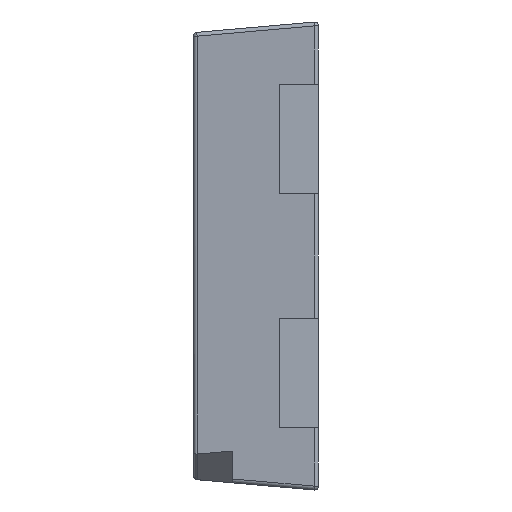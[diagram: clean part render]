
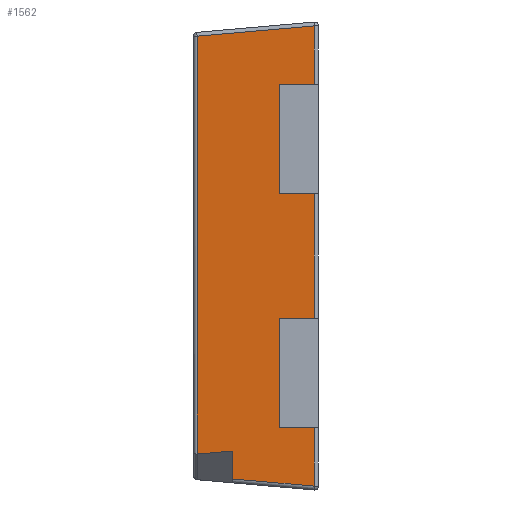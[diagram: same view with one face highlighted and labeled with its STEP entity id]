
A CAD part, left-side view. The second image highlights one B-rep face of the part: STEP entity #1562.
In plain terms, the highlighted planar face has unit normal (-0.996, 0.087, 0).
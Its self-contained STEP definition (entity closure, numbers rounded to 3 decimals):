
#1 = EDGE_CURVE ( 'NONE', #1234, #1667, #1250, .T. ) ;
#38 = DIRECTION ( 'NONE',  ( 0., 0., 1. ) ) ;
#39 = ORIENTED_EDGE ( 'NONE', *, *, #839, .T. ) ;
#79 = VERTEX_POINT ( 'NONE', #2018 ) ;
#143 = VERTEX_POINT ( 'NONE', #1710 ) ;
#170 = VECTOR ( 'NONE', #569, 1000. ) ;
#211 = CARTESIAN_POINT ( 'NONE',  ( -2.582, 0.776, -1.268 ) ) ;
#245 = ORIENTED_EDGE ( 'NONE', *, *, #586, .F. ) ;
#260 = CARTESIAN_POINT ( 'NONE',  ( -2.582, 0.777, 1.5 ) ) ;
#302 = VERTEX_POINT ( 'NONE', #1024 ) ;
#303 = DIRECTION ( 'NONE',  ( 0., 0., 1. ) ) ;
#323 = EDGE_CURVE ( 'NONE', #1416, #143, #697, .T. ) ;
#356 = CARTESIAN_POINT ( 'NONE',  ( -2.67, -0.233, -1.18 ) ) ;
#394 = ORIENTED_EDGE ( 'NONE', *, *, #2181, .T. ) ;
#403 = VECTOR ( 'NONE', #581, 1000. ) ;
#455 = LINE ( 'NONE', #1949, #403 ) ;
#463 = VECTOR ( 'NONE', #303, 1000. ) ;
#472 = ORIENTED_EDGE ( 'NONE', *, *, #1412, .T. ) ;
#514 = EDGE_CURVE ( 'NONE', #79, #143, #455, .T. ) ;
#517 = LINE ( 'NONE', #260, #170 ) ;
#550 = CARTESIAN_POINT ( 'NONE',  ( -2.582, 0.776, -1.268 ) ) ;
#569 = DIRECTION ( 'NONE',  ( 0., 0., -1. ) ) ;
#581 = DIRECTION ( 'NONE',  ( -0.087, -0.996, 0. ) ) ;
#586 = EDGE_CURVE ( 'NONE', #2172, #685, #1293, .T. ) ;
#661 = EDGE_CURVE ( 'NONE', #1697, #1234, #1766, .T. ) ;
#664 = EDGE_CURVE ( 'NONE', #685, #302, #2064, .T. ) ;
#667 = VECTOR ( 'NONE', #871, 1000. ) ;
#677 = VECTOR ( 'NONE', #1150, 1000. ) ;
#685 = VERTEX_POINT ( 'NONE', #843 ) ;
#697 = LINE ( 'NONE', #874, #1332 ) ;
#708 = EDGE_CURVE ( 'NONE', #1416, #2172, #1563, .T. ) ;
#722 = DIRECTION ( 'NONE',  ( -0.087, -0.992, 0.087 ) ) ;
#753 = ORIENTED_EDGE ( 'NONE', *, *, #664, .F. ) ;
#781 = CARTESIAN_POINT ( 'NONE',  ( -2.628, 0.25, 1.1 ) ) ;
#839 = EDGE_CURVE ( 'NONE', #2088, #1334, #1919, .T. ) ;
#842 = CARTESIAN_POINT ( 'NONE',  ( -2.648, 0.027, -1.473 ) ) ;
#843 = CARTESIAN_POINT ( 'NONE',  ( -2.628, 0.25, -1.1 ) ) ;
#860 = VECTOR ( 'NONE', #2238, 1000. ) ;
#871 = DIRECTION ( 'NONE',  ( 0.087, 0.996, 0. ) ) ;
#874 = CARTESIAN_POINT ( 'NONE',  ( -2.648, 0.027, 0.4 ) ) ;
#882 = ORIENTED_EDGE ( 'NONE', *, *, #2011, .T. ) ;
#1000 = VECTOR ( 'NONE', #1330, 1000. ) ;
#1002 = CARTESIAN_POINT ( 'NONE',  ( -2.648, 0.027, 1.473 ) ) ;
#1021 = CARTESIAN_POINT ( 'NONE',  ( -2.582, 0.777, -1.268 ) ) ;
#1024 = CARTESIAN_POINT ( 'NONE',  ( -2.648, 0.027, -1.1 ) ) ;
#1030 = VERTEX_POINT ( 'NONE', #781 ) ;
#1083 = VERTEX_POINT ( 'NONE', #1313 ) ;
#1112 = CARTESIAN_POINT ( 'NONE',  ( -2.65, 0., 1.1 ) ) ;
#1116 = CARTESIAN_POINT ( 'NONE',  ( -2.628, 0.256, -1.453 ) ) ;
#1140 = LINE ( 'NONE', #2203, #463 ) ;
#1150 = DIRECTION ( 'NONE',  ( 0., 0., -1. ) ) ;
#1180 = CARTESIAN_POINT ( 'NONE',  ( -2.602, 0.55, -1.248 ) ) ;
#1190 = PLANE ( 'NONE',  #1468 ) ;
#1196 = VECTOR ( 'NONE', #1651, 1000. ) ;
#1220 = EDGE_CURVE ( 'NONE', #1976, #1083, #1271, .T. ) ;
#1230 = CARTESIAN_POINT ( 'NONE',  ( -2.582, 0.775, -1.268 ) ) ;
#1234 = VERTEX_POINT ( 'NONE', #1248 ) ;
#1236 = ORIENTED_EDGE ( 'NONE', *, *, #708, .F. ) ;
#1248 = CARTESIAN_POINT ( 'NONE',  ( -2.602, 0.55, -1.427 ) ) ;
#1250 = LINE ( 'NONE', #1116, #1196 ) ;
#1271 = LINE ( 'NONE', #1434, #1534 ) ;
#1293 = LINE ( 'NONE', #1321, #1000 ) ;
#1313 = CARTESIAN_POINT ( 'NONE',  ( -2.582, 0.777, 1.407 ) ) ;
#1321 = CARTESIAN_POINT ( 'NONE',  ( -2.628, 0.25, 1.5 ) ) ;
#1322 = CARTESIAN_POINT ( 'NONE',  ( -2.648, 0.027, 1.1 ) ) ;
#1330 = DIRECTION ( 'NONE',  ( 0., 0., -1. ) ) ;
#1332 = VECTOR ( 'NONE', #38, 1000. ) ;
#1334 = VERTEX_POINT ( 'NONE', #1614 ) ;
#1412 = EDGE_CURVE ( 'NONE', #1083, #2088, #517, .T. ) ;
#1415 = DIRECTION ( 'NONE',  ( 0.087, 0.992, -0.087 ) ) ;
#1416 = VERTEX_POINT ( 'NONE', #1444 ) ;
#1434 = CARTESIAN_POINT ( 'NONE',  ( -2.65, -0.002, 1.475 ) ) ;
#1444 = CARTESIAN_POINT ( 'NONE',  ( -2.648, 0.027, -0.4 ) ) ;
#1468 = AXIS2_PLACEMENT_3D ( 'NONE', #1518, #1693, #2198 ) ;
#1474 = EDGE_LOOP ( 'NONE', ( #472, #39, #394, #2220, #1964, #1557, #753, #245, #1236, #1510, #1839, #1784, #1742, #882, #1691 ) ) ;
#1494 = LINE ( 'NONE', #1894, #2079 ) ;
#1498 = VERTEX_POINT ( 'NONE', #1322 ) ;
#1510 = ORIENTED_EDGE ( 'NONE', *, *, #323, .T. ) ;
#1517 = VECTOR ( 'NONE', #722, 1000. ) ;
#1518 = CARTESIAN_POINT ( 'NONE',  ( -2.65, 0., 1.5 ) ) ;
#1534 = VECTOR ( 'NONE', #1415, 1000. ) ;
#1557 = ORIENTED_EDGE ( 'NONE', *, *, #1738, .T. ) ;
#1562 = ADVANCED_FACE ( 'NONE', ( #2223 ), #1190, .T. ) ;
#1563 = LINE ( 'NONE', #2037, #667 ) ;
#1614 = CARTESIAN_POINT ( 'NONE',  ( -2.582, 0.775, -1.268 ) ) ;
#1651 = DIRECTION ( 'NONE',  ( -0.087, -0.992, -0.087 ) ) ;
#1667 = VERTEX_POINT ( 'NONE', #842 ) ;
#1691 = ORIENTED_EDGE ( 'NONE', *, *, #1220, .T. ) ;
#1693 = DIRECTION ( 'NONE',  ( -0.996, 0.087, 0. ) ) ;
#1697 = VERTEX_POINT ( 'NONE', #1180 ) ;
#1710 = CARTESIAN_POINT ( 'NONE',  ( -2.648, 0.027, 0.4 ) ) ;
#1717 = CARTESIAN_POINT ( 'NONE',  ( -2.65, 0., -1.1 ) ) ;
#1738 = EDGE_CURVE ( 'NONE', #1667, #302, #1494, .T. ) ;
#1742 = ORIENTED_EDGE ( 'NONE', *, *, #1930, .F. ) ;
#1766 = LINE ( 'NONE', #1978, #1875 ) ;
#1784 = ORIENTED_EDGE ( 'NONE', *, *, #2048, .F. ) ;
#1791 = DIRECTION ( 'NONE',  ( 0.087, 0.996, 0. ) ) ;
#1835 = LINE ( 'NONE', #2189, #677 ) ;
#1839 = ORIENTED_EDGE ( 'NONE', *, *, #514, .F. ) ;
#1860 = LINE ( 'NONE', #1112, #2107 ) ;
#1875 = VECTOR ( 'NONE', #2159, 1000. ) ;
#1894 = CARTESIAN_POINT ( 'NONE',  ( -2.648, 0.027, -1.1 ) ) ;
#1919 =( BOUNDED_CURVE ( )  B_SPLINE_CURVE ( 3, ( #1927, #550, #211, #1230 ),
 .UNSPECIFIED., .F., .F. ) 
 B_SPLINE_CURVE_WITH_KNOTS ( ( 4, 4 ),
 ( 3.177, 3.265 ),
 .UNSPECIFIED. ) 
 CURVE ( )  GEOMETRIC_REPRESENTATION_ITEM ( )  RATIONAL_B_SPLINE_CURVE ( ( 1., 0.999, 0.999, 1. ) ) 
 REPRESENTATION_ITEM ( '' )  );
#1927 = CARTESIAN_POINT ( 'NONE',  ( -2.582, 0.777, -1.268 ) ) ;
#1930 = EDGE_CURVE ( 'NONE', #1498, #1030, #1860, .T. ) ;
#1949 = CARTESIAN_POINT ( 'NONE',  ( -2.65, 0., 0.4 ) ) ;
#1964 = ORIENTED_EDGE ( 'NONE', *, *, #1, .T. ) ;
#1976 = VERTEX_POINT ( 'NONE', #1002 ) ;
#1978 = CARTESIAN_POINT ( 'NONE',  ( -2.602, 0.55, 1.5 ) ) ;
#2011 = EDGE_CURVE ( 'NONE', #1498, #1976, #1140, .T. ) ;
#2018 = CARTESIAN_POINT ( 'NONE',  ( -2.628, 0.25, 0.4 ) ) ;
#2037 = CARTESIAN_POINT ( 'NONE',  ( -2.65, 0., -0.4 ) ) ;
#2048 = EDGE_CURVE ( 'NONE', #1030, #79, #1835, .T. ) ;
#2064 = LINE ( 'NONE', #1717, #860 ) ;
#2079 = VECTOR ( 'NONE', #2244, 1000. ) ;
#2088 = VERTEX_POINT ( 'NONE', #1021 ) ;
#2107 = VECTOR ( 'NONE', #1791, 1000. ) ;
#2137 = LINE ( 'NONE', #356, #1517 ) ;
#2159 = DIRECTION ( 'NONE',  ( 0., 0., -1. ) ) ;
#2172 = VERTEX_POINT ( 'NONE', #2240 ) ;
#2181 = EDGE_CURVE ( 'NONE', #1334, #1697, #2137, .T. ) ;
#2189 = CARTESIAN_POINT ( 'NONE',  ( -2.628, 0.25, 1.5 ) ) ;
#2198 = DIRECTION ( 'NONE',  ( -0.087, -0.996, 0. ) ) ;
#2203 = CARTESIAN_POINT ( 'NONE',  ( -2.648, 0.027, 1.5 ) ) ;
#2220 = ORIENTED_EDGE ( 'NONE', *, *, #661, .T. ) ;
#2223 = FACE_OUTER_BOUND ( 'NONE', #1474, .T. ) ;
#2238 = DIRECTION ( 'NONE',  ( -0.087, -0.996, 0. ) ) ;
#2240 = CARTESIAN_POINT ( 'NONE',  ( -2.628, 0.25, -0.4 ) ) ;
#2244 = DIRECTION ( 'NONE',  ( 0., 0., 1. ) ) ;
